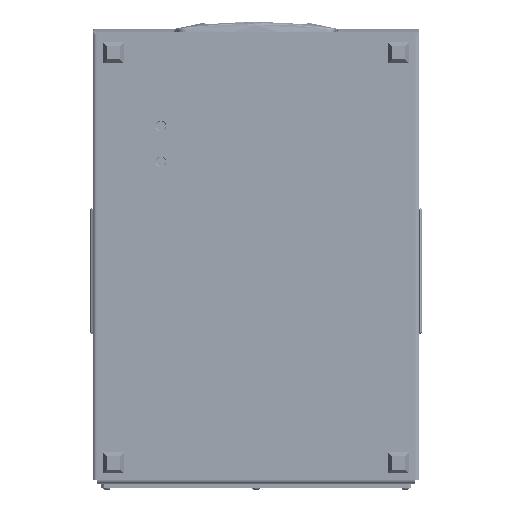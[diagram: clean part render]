
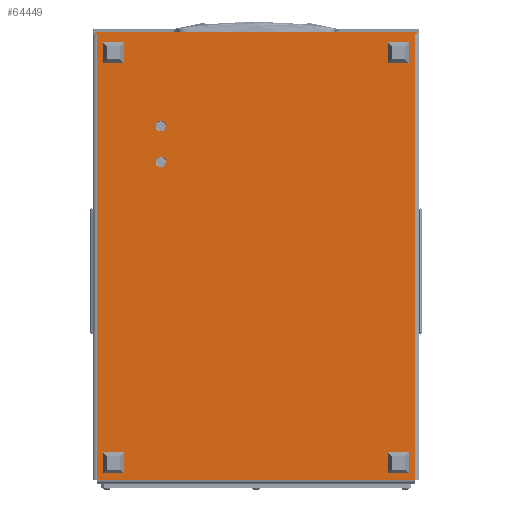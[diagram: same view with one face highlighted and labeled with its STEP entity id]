
A CAD part, front view. The second image highlights one B-rep face of the part: STEP entity #64449.
In plain terms, the highlighted face is planar.
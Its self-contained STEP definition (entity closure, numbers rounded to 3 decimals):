
#32 = LINE ( 'NONE', #9509, #67810 ) ;
#711 = LINE ( 'NONE', #41239, #64725 ) ;
#1498 = CARTESIAN_POINT ( 'NONE',  ( 0., -2., 0. ) ) ;
#7793 = DIRECTION ( 'NONE',  ( 0., 0., -1. ) ) ;
#7892 = ORIENTED_EDGE ( 'NONE', *, *, #65759, .T. ) ;
#8377 = VERTEX_POINT ( 'NONE', #14316 ) ;
#8676 = CIRCLE ( 'NONE', #102986, 5.2 ) ;
#8952 = CARTESIAN_POINT ( 'NONE',  ( 130.2, 249., 0. ) ) ;
#9004 = VERTEX_POINT ( 'NONE', #74039 ) ;
#9508 = CARTESIAN_POINT ( 'NONE',  ( 0., -4., 0. ) ) ;
#9509 = CARTESIAN_POINT ( 'NONE',  ( 436., 312., 0. ) ) ;
#9607 = CARTESIAN_POINT ( 'NONE',  ( -2., -2., 0. ) ) ;
#10169 = VECTOR ( 'NONE', #75720, 1000. ) ;
#10225 = CARTESIAN_POINT ( 'NONE',  ( 0., -4., 0. ) ) ;
#10632 = EDGE_CURVE ( 'NONE', #9004, #71673, #47214, .T. ) ;
#10667 = CARTESIAN_POINT ( 'NONE',  ( 90., 249., 0. ) ) ;
#10942 = ORIENTED_EDGE ( 'NONE', *, *, #82123, .F. ) ;
#11995 = FACE_BOUND ( 'NONE', #86638, .T. ) ;
#12921 = VECTOR ( 'NONE', #25974, 1000. ) ;
#14316 = CARTESIAN_POINT ( 'NONE',  ( 119.8, 249., 0. ) ) ;
#15570 = EDGE_CURVE ( 'NONE', #52002, #32009, #34714, .T. ) ;
#16696 = AXIS2_PLACEMENT_3D ( 'NONE', #55415, #7793, #73128 ) ;
#17049 = DIRECTION ( 'NONE',  ( -1., 0., 0. ) ) ;
#17433 = CIRCLE ( 'NONE', #41986, 5.2 ) ;
#18377 = DIRECTION ( 'NONE',  ( 0., -1., 0. ) ) ;
#18721 = ORIENTED_EDGE ( 'NONE', *, *, #32728, .F. ) ;
#20150 = VERTEX_POINT ( 'NONE', #8952 ) ;
#21453 = VERTEX_POINT ( 'NONE', #26248 ) ;
#22245 = ORIENTED_EDGE ( 'NONE', *, *, #81481, .F. ) ;
#22602 = LINE ( 'NONE', #85967, #43047 ) ;
#22936 = LINE ( 'NONE', #10225, #38160 ) ;
#23548 = FACE_BOUND ( 'NONE', #100011, .T. ) ;
#25261 = EDGE_CURVE ( 'NONE', #86461, #98793, #26903, .T. ) ;
#25974 = DIRECTION ( 'NONE',  ( 0., 1., 0. ) ) ;
#26248 = CARTESIAN_POINT ( 'NONE',  ( -2., 314., 0. ) ) ;
#26903 = LINE ( 'NONE', #51048, #65219 ) ;
#32009 = VERTEX_POINT ( 'NONE', #75141 ) ;
#32728 = EDGE_CURVE ( 'NONE', #81154, #52002, #49327, .T. ) ;
#33122 = CARTESIAN_POINT ( 'NONE',  ( 95.2, 249., 0. ) ) ;
#33984 = EDGE_CURVE ( 'NONE', #98793, #21453, #22602, .T. ) ;
#34714 = LINE ( 'NONE', #9508, #12921 ) ;
#35390 = ORIENTED_EDGE ( 'NONE', *, *, #80722, .F. ) ;
#36489 = DIRECTION ( 'NONE',  ( -1., 0., 0. ) ) ;
#38160 = VECTOR ( 'NONE', #67406, 1000. ) ;
#38832 = FACE_OUTER_BOUND ( 'NONE', #82394, .T. ) ;
#39336 = DIRECTION ( 'NONE',  ( 1., 0., 0. ) ) ;
#39945 = DIRECTION ( 'NONE',  ( 0., 0., -1. ) ) ;
#40302 = DIRECTION ( 'NONE',  ( -1., 0., 0. ) ) ;
#41239 = CARTESIAN_POINT ( 'NONE',  ( 0., 0., 0. ) ) ;
#41986 = AXIS2_PLACEMENT_3D ( 'NONE', #79204, #85635, #53573 ) ;
#43047 = VECTOR ( 'NONE', #54999, 1000. ) ;
#43134 = ORIENTED_EDGE ( 'NONE', *, *, #33984, .T. ) ;
#43505 = DIRECTION ( 'NONE',  ( -1., 0., 0. ) ) ;
#45071 = DIRECTION ( 'NONE',  ( 0., 0., -1. ) ) ;
#47214 = CIRCLE ( 'NONE', #88775, 5.2 ) ;
#47432 = AXIS2_PLACEMENT_3D ( 'NONE', #88232, #39945, #40302 ) ;
#47498 = PLANE ( 'NONE',  #16696 ) ;
#49327 = LINE ( 'NONE', #76437, #10169 ) ;
#51048 = CARTESIAN_POINT ( 'NONE',  ( 0., -2., 0. ) ) ;
#51784 = CARTESIAN_POINT ( 'NONE',  ( 0., 0., 0. ) ) ;
#52002 = VERTEX_POINT ( 'NONE', #92803 ) ;
#52281 = EDGE_CURVE ( 'NONE', #92490, #69050, #711, .T. ) ;
#53573 = DIRECTION ( 'NONE',  ( -1., 0., 0. ) ) ;
#54999 = DIRECTION ( 'NONE',  ( 0., 1., 0. ) ) ;
#55037 = EDGE_CURVE ( 'NONE', #71673, #9004, #104444, .T. ) ;
#55415 = CARTESIAN_POINT ( 'NONE',  ( 0., 312., 0. ) ) ;
#60888 = ORIENTED_EDGE ( 'NONE', *, *, #10632, .F. ) ;
#61800 = CARTESIAN_POINT ( 'NONE',  ( 436., 0., 0. ) ) ;
#64449 = ADVANCED_FACE ( 'NONE', ( #11995, #23548, #38832 ), #47498, .T. ) ;
#64725 = VECTOR ( 'NONE', #87692, 1000. ) ;
#65219 = VECTOR ( 'NONE', #17049, 1000. ) ;
#65759 = EDGE_CURVE ( 'NONE', #21453, #32009, #71744, .T. ) ;
#66812 = DIRECTION ( 'NONE',  ( 0., 0., -1. ) ) ;
#67406 = DIRECTION ( 'NONE',  ( 0., 1., 0. ) ) ;
#67810 = VECTOR ( 'NONE', #18377, 1000. ) ;
#69050 = VERTEX_POINT ( 'NONE', #61800 ) ;
#69351 = CARTESIAN_POINT ( 'NONE',  ( 125., 249., 0. ) ) ;
#71673 = VERTEX_POINT ( 'NONE', #33122 ) ;
#71744 = LINE ( 'NONE', #88309, #88396 ) ;
#73128 = DIRECTION ( 'NONE',  ( -1., 0., 0. ) ) ;
#74039 = CARTESIAN_POINT ( 'NONE',  ( 84.8, 249., 0. ) ) ;
#75141 = CARTESIAN_POINT ( 'NONE',  ( 0., 314., 0. ) ) ;
#75720 = DIRECTION ( 'NONE',  ( -1., 0., 0. ) ) ;
#76320 = ORIENTED_EDGE ( 'NONE', *, *, #25261, .T. ) ;
#76437 = CARTESIAN_POINT ( 'NONE',  ( 0., 312., 0. ) ) ;
#79204 = CARTESIAN_POINT ( 'NONE',  ( 125., 249., 0. ) ) ;
#80722 = EDGE_CURVE ( 'NONE', #86461, #92490, #22936, .T. ) ;
#81154 = VERTEX_POINT ( 'NONE', #100083 ) ;
#81481 = EDGE_CURVE ( 'NONE', #8377, #20150, #8676, .T. ) ;
#82123 = EDGE_CURVE ( 'NONE', #20150, #8377, #17433, .T. ) ;
#82394 = EDGE_LOOP ( 'NONE', ( #35390, #76320, #43134, #7892, #84325, #18721, #102045, #88269 ) ) ;
#84325 = ORIENTED_EDGE ( 'NONE', *, *, #15570, .F. ) ;
#85635 = DIRECTION ( 'NONE',  ( 0., 0., -1. ) ) ;
#85967 = CARTESIAN_POINT ( 'NONE',  ( -2., -4., 0. ) ) ;
#86461 = VERTEX_POINT ( 'NONE', #1498 ) ;
#86638 = EDGE_LOOP ( 'NONE', ( #60888, #98479 ) ) ;
#87426 = EDGE_CURVE ( 'NONE', #81154, #69050, #32, .T. ) ;
#87692 = DIRECTION ( 'NONE',  ( 1., 0., 0. ) ) ;
#88232 = CARTESIAN_POINT ( 'NONE',  ( 90., 249., 0. ) ) ;
#88269 = ORIENTED_EDGE ( 'NONE', *, *, #52281, .F. ) ;
#88309 = CARTESIAN_POINT ( 'NONE',  ( 0., 314., 0. ) ) ;
#88396 = VECTOR ( 'NONE', #39336, 1000. ) ;
#88775 = AXIS2_PLACEMENT_3D ( 'NONE', #10667, #66812, #43505 ) ;
#92490 = VERTEX_POINT ( 'NONE', #51784 ) ;
#92803 = CARTESIAN_POINT ( 'NONE',  ( 0., 312., 0. ) ) ;
#98479 = ORIENTED_EDGE ( 'NONE', *, *, #55037, .F. ) ;
#98793 = VERTEX_POINT ( 'NONE', #9607 ) ;
#100011 = EDGE_LOOP ( 'NONE', ( #22245, #10942 ) ) ;
#100083 = CARTESIAN_POINT ( 'NONE',  ( 436., 312., 0. ) ) ;
#102045 = ORIENTED_EDGE ( 'NONE', *, *, #87426, .T. ) ;
#102986 = AXIS2_PLACEMENT_3D ( 'NONE', #69351, #45071, #36489 ) ;
#104444 = CIRCLE ( 'NONE', #47432, 5.2 ) ;
